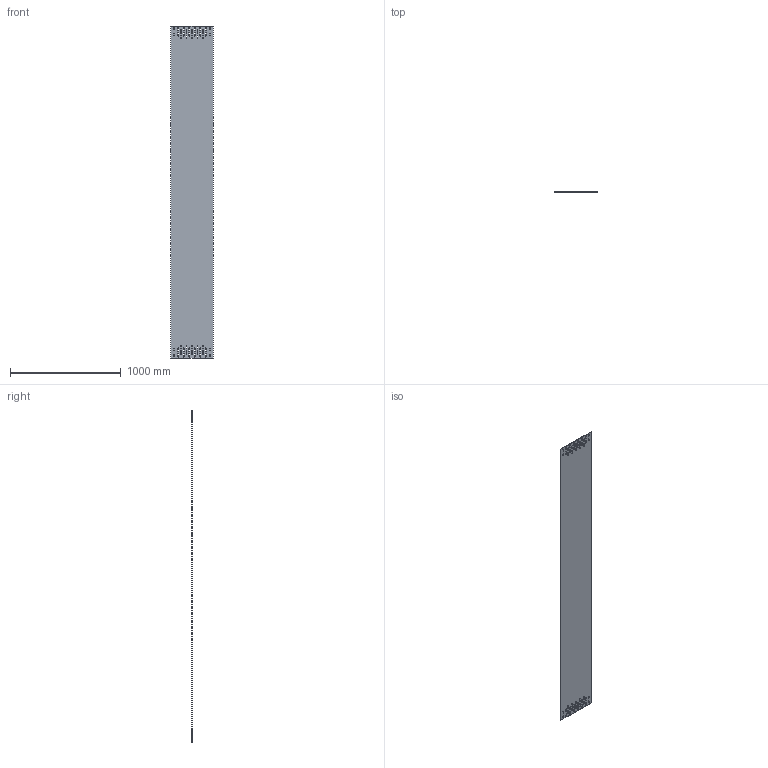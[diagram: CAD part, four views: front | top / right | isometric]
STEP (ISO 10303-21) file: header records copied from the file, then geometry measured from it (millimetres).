
FILE_DESCRIPTION((''),'2;1');
FILE_NAME('6103456','2013-09-16T',('AndreasKeweloh'),(''),'PRO/ENGINEER BY PARAMETRIC TECHNOLOGY CORPORATION, 2012360','PRO/ENGINEER BY PARAMETRIC TECHNOLOGY CORPORATION, 2012360','');
FILE_SCHEMA(('CONFIG_CONTROL_DESIGN'));
Length unit declared in the file: millimetre
Products named in the file (1): 6103456
Bounding box: 385 x 1 x 3000 mm (x, y, z)
Volume: 1144570.8 mm3; surface area: 2299463.2 mm2
Topology: 1 solids, 1 shells, 214 faces, 636 edges, 424 vertices
Faces by surface type: plane 110, cylinder 104
Entity records: 7474 total; most frequent: CARTESIAN_POINT 1274, DIRECTION 1272, ORIENTED_EDGE 1272, EDGE_CURVE 636, VECTOR 428, LINE 428, VERTEX_POINT 424, AXIS2_PLACEMENT_3D 422
